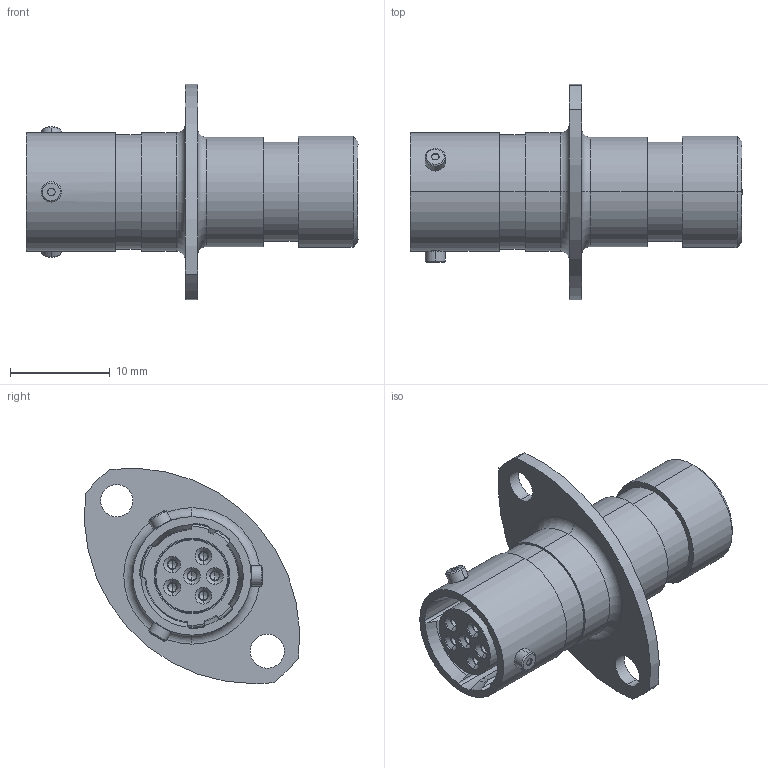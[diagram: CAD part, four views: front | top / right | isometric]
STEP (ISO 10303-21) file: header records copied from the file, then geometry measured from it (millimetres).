
FILE_DESCRIPTION (( 'STEP AP214' ), '1' );
FILE_NAME ('AS008-35SD.STEP', '2019-10-02T10:25:21', ( 'TE Connectivity' ), ( 'TE Connectivity' ), 'SwSTEP 2.0', 'SolidWorks 2016', '' );
FILE_SCHEMA (( 'AUTOMOTIVE_DESIGN' ));
Length unit declared in the file: millimetre
Products named in the file (1): AS008-35SD
Bounding box: 33.31 x 21.59 x 21.61 mm (x, y, z)
Volume: 2990.3 mm3; surface area: 6337.7 mm2
Topology: 21 solids, 21 shells, 795 faces, 1761 edges, 1018 vertices
Faces by surface type: torus 243, cylinder 232, cone 182, plane 128, sphere 10
Entity records: 31194 total; most frequent: DIRECTION 4339, CARTESIAN_POINT 4138, ORIENTED_EDGE 3462, AXIS2_PLACEMENT_3D 1913, EDGE_CURVE 1731, CIRCLE 1119, VERTEX_POINT 1010, EDGE_LOOP 875
